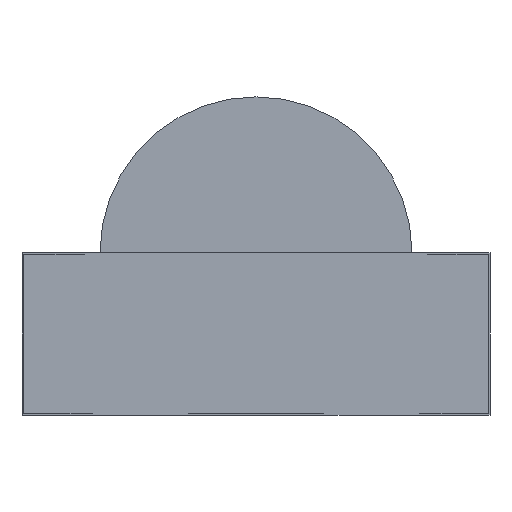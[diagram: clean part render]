
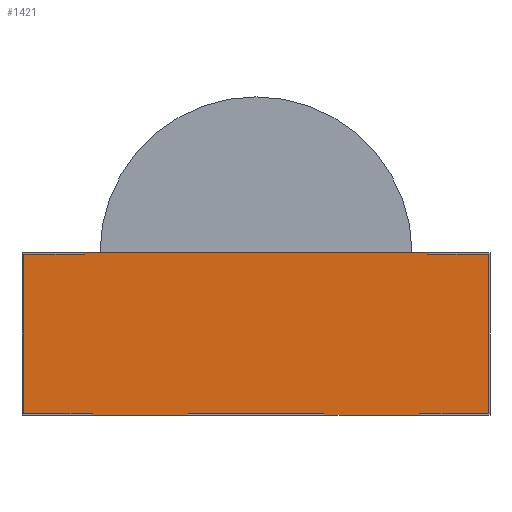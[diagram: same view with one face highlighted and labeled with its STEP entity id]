
A CAD part, front view. The second image highlights one B-rep face of the part: STEP entity #1421.
In plain terms, the highlighted planar face has unit normal (0, -1, 0).
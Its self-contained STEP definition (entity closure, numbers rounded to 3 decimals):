
#76=ORIENTED_EDGE('',*,*,#484,.F.);
#77=ORIENTED_EDGE('',*,*,#485,.T.);
#78=ORIENTED_EDGE('',*,*,#478,.T.);
#79=ORIENTED_EDGE('',*,*,#486,.F.);
#80=ORIENTED_EDGE('',*,*,#487,.F.);
#81=ORIENTED_EDGE('',*,*,#488,.T.);
#82=ORIENTED_EDGE('',*,*,#489,.T.);
#83=ORIENTED_EDGE('',*,*,#490,.F.);
#84=ORIENTED_EDGE('',*,*,#491,.T.);
#85=ORIENTED_EDGE('',*,*,#492,.T.);
#86=ORIENTED_EDGE('',*,*,#493,.T.);
#87=ORIENTED_EDGE('',*,*,#494,.T.);
#88=ORIENTED_EDGE('',*,*,#495,.F.);
#89=ORIENTED_EDGE('',*,*,#496,.F.);
#90=ORIENTED_EDGE('',*,*,#497,.F.);
#91=ORIENTED_EDGE('',*,*,#472,.T.);
#472=EDGE_CURVE('',#677,#675,#812,.T.);
#478=EDGE_CURVE('',#682,#683,#818,.T.);
#484=EDGE_CURVE('',#688,#675,#822,.T.);
#485=EDGE_CURVE('',#688,#682,#823,.T.);
#486=EDGE_CURVE('',#689,#683,#824,.T.);
#487=EDGE_CURVE('',#690,#689,#825,.T.);
#488=EDGE_CURVE('',#690,#691,#826,.T.);
#489=EDGE_CURVE('',#691,#692,#827,.T.);
#490=EDGE_CURVE('',#693,#692,#828,.T.);
#491=EDGE_CURVE('',#693,#694,#829,.T.);
#492=EDGE_CURVE('',#694,#695,#830,.T.);
#493=EDGE_CURVE('',#695,#696,#831,.T.);
#494=EDGE_CURVE('',#696,#697,#832,.T.);
#495=EDGE_CURVE('',#698,#697,#833,.T.);
#496=EDGE_CURVE('',#699,#698,#834,.T.);
#497=EDGE_CURVE('',#677,#699,#835,.T.);
#675=VERTEX_POINT('',#2247);
#677=VERTEX_POINT('',#2250);
#682=VERTEX_POINT('',#2262);
#683=VERTEX_POINT('',#2263);
#688=VERTEX_POINT('',#2275);
#689=VERTEX_POINT('',#2278);
#690=VERTEX_POINT('',#2280);
#691=VERTEX_POINT('',#2282);
#692=VERTEX_POINT('',#2284);
#693=VERTEX_POINT('',#2286);
#694=VERTEX_POINT('',#2288);
#695=VERTEX_POINT('',#2290);
#696=VERTEX_POINT('',#2292);
#697=VERTEX_POINT('',#2294);
#698=VERTEX_POINT('',#2296);
#699=VERTEX_POINT('',#2298);
#812=LINE('',#2249,#998);
#818=LINE('',#2261,#1004);
#822=LINE('',#2274,#1008);
#823=LINE('',#2276,#1009);
#824=LINE('',#2277,#1010);
#825=LINE('',#2279,#1011);
#826=LINE('',#2281,#1012);
#827=LINE('',#2283,#1013);
#828=LINE('',#2285,#1014);
#829=LINE('',#2287,#1015);
#830=LINE('',#2289,#1016);
#831=LINE('',#2291,#1017);
#832=LINE('',#2293,#1018);
#833=LINE('',#2295,#1019);
#834=LINE('',#2297,#1020);
#835=LINE('',#2299,#1021);
#998=VECTOR('',#1857,1000.);
#1004=VECTOR('',#1865,1000.);
#1008=VECTOR('',#1875,1000.);
#1009=VECTOR('',#1876,1000.);
#1010=VECTOR('',#1877,1000.);
#1011=VECTOR('',#1878,1000.);
#1012=VECTOR('',#1879,1000.);
#1013=VECTOR('',#1880,1000.);
#1014=VECTOR('',#1881,1000.);
#1015=VECTOR('',#1882,1000.);
#1016=VECTOR('',#1883,1000.);
#1017=VECTOR('',#1884,1000.);
#1018=VECTOR('',#1885,1000.);
#1019=VECTOR('',#1886,1000.);
#1020=VECTOR('',#1887,1000.);
#1021=VECTOR('',#1888,1000.);
#1186=EDGE_LOOP('',(#76,#77,#78,#79,#80,#81,#82,#83,#84,#85,#86,#87,#88,
#89,#90,#91));
#1268=FACE_BOUND('',#1186,.T.);
#1349=PLANE('',#1754);
#1421=ADVANCED_FACE('',(#1268),#1349,.F.);
#1754=AXIS2_PLACEMENT_3D('',#2273,#1873,#1874);
#1857=DIRECTION('',(0.,0.,-1.));
#1865=DIRECTION('',(1.,0.,0.));
#1873=DIRECTION('',(0.,1.,0.));
#1874=DIRECTION('',(0.,0.,1.));
#1875=DIRECTION('',(-1.,0.,0.));
#1876=DIRECTION('',(0.,0.,-1.));
#1877=DIRECTION('',(0.,0.,-1.));
#1878=DIRECTION('',(-1.,0.,0.));
#1879=DIRECTION('',(0.,0.,-1.));
#1880=DIRECTION('',(1.,0.,0.));
#1881=DIRECTION('',(0.,0.,-1.));
#1882=DIRECTION('',(1.,0.,0.));
#1883=DIRECTION('',(0.,0.,1.));
#1884=DIRECTION('',(-1.,0.,0.));
#1885=DIRECTION('',(0.,0.,1.));
#1886=DIRECTION('',(1.,0.,0.));
#1887=DIRECTION('',(0.,0.,1.));
#1888=DIRECTION('',(1.,0.,0.));
#2247=CARTESIAN_POINT('',(-1.49,-0.5,0.01));
#2249=CARTESIAN_POINT('',(-1.49,-0.5,1.03));
#2250=CARTESIAN_POINT('',(-1.49,-0.5,1.03));
#2261=CARTESIAN_POINT('',(-1.5,-0.5,0.));
#2262=CARTESIAN_POINT('',(-1.05,-0.5,0.));
#2263=CARTESIAN_POINT('',(-0.435,-0.5,0.));
#2273=CARTESIAN_POINT('',(-1.5,-0.5,1.04));
#2274=CARTESIAN_POINT('',(-1.05,-0.5,0.01));
#2275=CARTESIAN_POINT('',(-1.05,-0.5,0.01));
#2276=CARTESIAN_POINT('',(-1.05,-0.5,0.01));
#2277=CARTESIAN_POINT('',(-0.435,-0.5,0.01));
#2278=CARTESIAN_POINT('',(-0.435,-0.5,0.01));
#2279=CARTESIAN_POINT('',(-0.435,-0.5,0.01));
#2280=CARTESIAN_POINT('',(0.435,-0.5,0.01));
#2281=CARTESIAN_POINT('',(0.435,-0.5,0.01));
#2282=CARTESIAN_POINT('',(0.435,-0.5,0.));
#2283=CARTESIAN_POINT('',(-1.5,-0.5,0.));
#2284=CARTESIAN_POINT('',(1.05,-0.5,0.));
#2285=CARTESIAN_POINT('',(1.05,-0.5,0.01));
#2286=CARTESIAN_POINT('',(1.05,-0.5,0.01));
#2287=CARTESIAN_POINT('',(1.05,-0.5,0.01));
#2288=CARTESIAN_POINT('',(1.49,-0.5,0.01));
#2289=CARTESIAN_POINT('',(1.49,-0.5,0.));
#2290=CARTESIAN_POINT('',(1.49,-0.5,1.03));
#2291=CARTESIAN_POINT('',(1.5,-0.5,1.03));
#2292=CARTESIAN_POINT('',(1.1,-0.5,1.03));
#2293=CARTESIAN_POINT('',(1.1,-0.5,1.03));
#2294=CARTESIAN_POINT('',(1.1,-0.5,1.04));
#2295=CARTESIAN_POINT('',(-1.5,-0.5,1.04));
#2296=CARTESIAN_POINT('',(-1.1,-0.5,1.04));
#2297=CARTESIAN_POINT('',(-1.1,-0.5,1.03));
#2298=CARTESIAN_POINT('',(-1.1,-0.5,1.03));
#2299=CARTESIAN_POINT('',(-1.5,-0.5,1.03));
